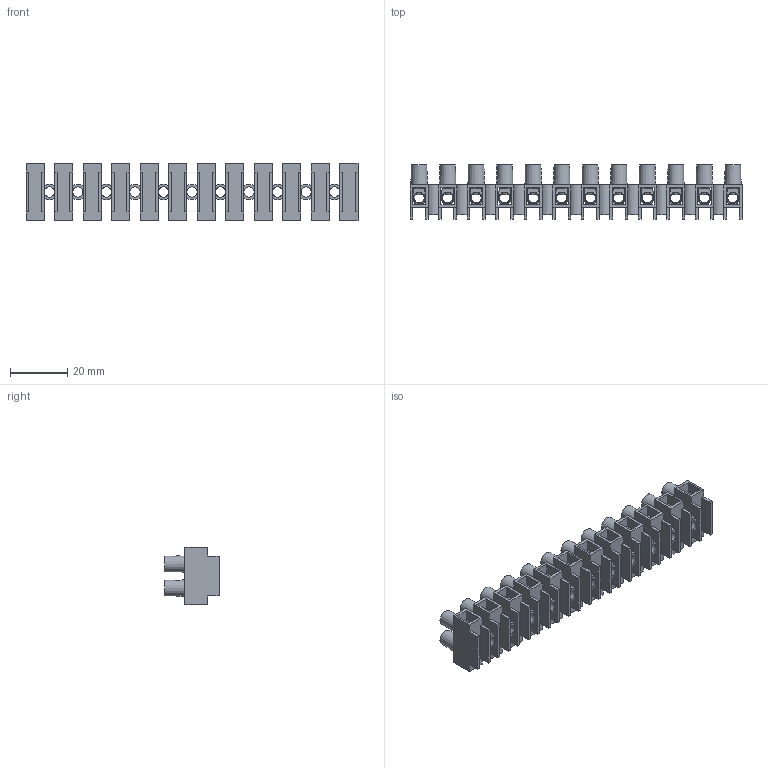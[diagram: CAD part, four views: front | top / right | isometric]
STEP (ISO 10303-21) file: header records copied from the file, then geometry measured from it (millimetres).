
FILE_DESCRIPTION((''),'2;1');
FILE_NAME('HE4HN WPR-12P-3D.stp','2011-09-23T15:36:08',('Raimo'),(''),'Autodesk Inventor 2012','Autodesk Inventor 2012','');
FILE_SCHEMA(('AUTOMOTIVE_DESIGN { 1 0 10303 214 1 1 1 1 }'));
Length unit declared in the file: millimetre
Products named in the file (4): HE4HN WPR-12P-3D; hus4hn; INL4WPR; M3
Assembly tree (37 placements, depth 2):
  HE4HN WPR-12P-3D
    hus4hn
    INL4WPR  x12
    M3  x24
Bounding box: 116.4 x 19 x 20 mm (x, y, z)
Volume: 11983.8 mm3; surface area: 30196.9 mm2
Topology: 49 solids, 49 shells, 920 faces, 2250 edges, 1465 vertices
Faces by surface type: plane 527, cylinder 201, cone 120, torus 72
Full cylindrical faces by diameter (mm): 2.46 x24, 3 x48, 3.6 x23, 4.2 x24, 4.6 x24
Entity records: 12335 total; most frequent: CARTESIAN_POINT 2264, DIRECTION 2020, ORIENTED_EDGE 1888, EDGE_CURVE 944, VECTOR 712, LINE 712, VERTEX_POINT 672, AXIS2_PLACEMENT_3D 654
